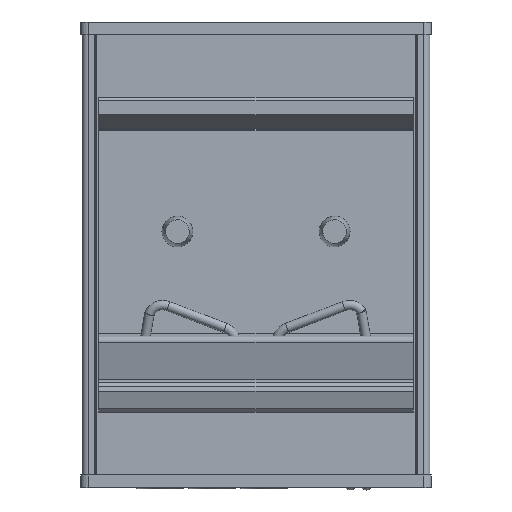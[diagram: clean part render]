
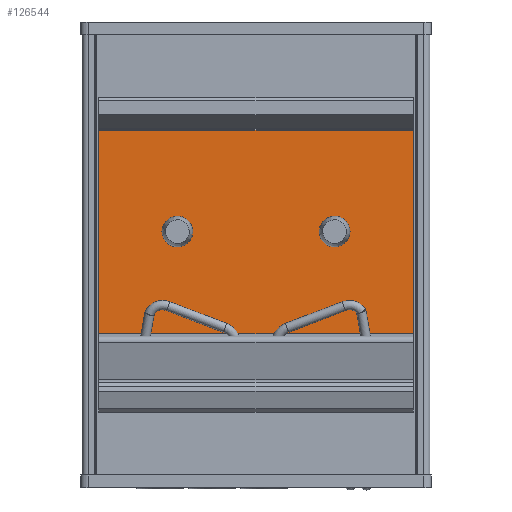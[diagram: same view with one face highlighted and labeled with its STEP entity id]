
A CAD part, front view. The second image highlights one B-rep face of the part: STEP entity #126544.
In plain terms, the highlighted planar face has unit normal (0, -1, 0).
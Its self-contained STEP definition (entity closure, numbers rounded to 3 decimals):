
#7407=CIRCLE('',#127869,2.452);
#7408=CIRCLE('',#127870,2.452);
#7581=CIRCLE('',#131521,2.452);
#7582=CIRCLE('',#131522,2.452);
#8363=FACE_BOUND('',#22177,.T.);
#8364=FACE_BOUND('',#22178,.T.);
#14892=FACE_OUTER_BOUND('',#22176,.T.);
#22176=EDGE_LOOP('',(#109455,#109456,#109457,#109458));
#22177=EDGE_LOOP('',(#109459,#109460));
#22178=EDGE_LOOP('',(#109461,#109462));
#34190=LINE('',#220108,#46301);
#34221=LINE('',#220181,#46332);
#34288=LINE('',#220326,#46399);
#34289=LINE('',#220328,#46400);
#46301=VECTOR('',#153571,32.37);
#46332=VECTOR('',#153616,50.);
#46399=VECTOR('',#153767,50.);
#46400=VECTOR('',#153770,32.37);
#47789=VERTEX_POINT('',#158286);
#47790=VERTEX_POINT('',#158290);
#57746=VERTEX_POINT('',#220096);
#57747=VERTEX_POINT('',#220100);
#57748=VERTEX_POINT('',#220104);
#57750=VERTEX_POINT('',#220107);
#57785=VERTEX_POINT('',#220180);
#57821=VERTEX_POINT('',#220324);
#59944=EDGE_CURVE('',#47790,#47789,#7407,.T.);
#59945=EDGE_CURVE('',#47789,#47790,#7408,.T.);
#74906=EDGE_CURVE('',#57746,#57747,#7581,.T.);
#74907=EDGE_CURVE('',#57747,#57746,#7582,.T.);
#74909=EDGE_CURVE('',#57750,#57748,#34190,.T.);
#74946=EDGE_CURVE('',#57785,#57750,#34221,.T.);
#75019=EDGE_CURVE('',#57748,#57821,#34288,.T.);
#75020=EDGE_CURVE('',#57821,#57785,#34289,.T.);
#109455=ORIENTED_EDGE('',*,*,#74909,.T.);
#109456=ORIENTED_EDGE('',*,*,#75019,.T.);
#109457=ORIENTED_EDGE('',*,*,#75020,.T.);
#109458=ORIENTED_EDGE('',*,*,#74946,.T.);
#109459=ORIENTED_EDGE('',*,*,#59944,.T.);
#109460=ORIENTED_EDGE('',*,*,#59945,.T.);
#109461=ORIENTED_EDGE('',*,*,#74907,.F.);
#109462=ORIENTED_EDGE('',*,*,#74906,.F.);
#113487=PLANE('',#131603);
#126544=ADVANCED_FACE('',(#14892,#8363,#8364),#113487,.T.);
#127869=AXIS2_PLACEMENT_3D('',#158291,#135847,#135848);
#127870=AXIS2_PLACEMENT_3D('',#158292,#135849,#135850);
#131521=AXIS2_PLACEMENT_3D('',#220101,#153564,#153565);
#131522=AXIS2_PLACEMENT_3D('',#220102,#153566,#153567);
#131603=AXIS2_PLACEMENT_3D('',#220420,#153829,#153830);
#135847=DIRECTION('center_axis',(0.,1.,0.));
#135848=DIRECTION('ref_axis',(0.,0.,-1.));
#135849=DIRECTION('center_axis',(0.,1.,0.));
#135850=DIRECTION('ref_axis',(0.,0.,-1.));
#153564=DIRECTION('center_axis',(0.,-1.,0.));
#153565=DIRECTION('ref_axis',(0.148,0.,0.989));
#153566=DIRECTION('center_axis',(0.,-1.,0.));
#153567=DIRECTION('ref_axis',(0.148,0.,0.989));
#153571=DIRECTION('',(0.,0.,-1.));
#153616=DIRECTION('',(-1.,0.,0.));
#153767=DIRECTION('',(1.,0.,0.));
#153770=DIRECTION('',(0.,0.,1.));
#153829=DIRECTION('center_axis',(0.,-1.,0.));
#153830=DIRECTION('ref_axis',(-1.,0.,0.));
#158286=CARTESIAN_POINT('',(10.076,-14.7,-30.936));
#158290=CARTESIAN_POINT('',(12.864,-14.7,-28.876));
#158291=CARTESIAN_POINT('Origin',(12.5,-14.7,-31.3));
#158292=CARTESIAN_POINT('Origin',(12.5,-14.7,-31.3));
#220096=CARTESIAN_POINT('',(-14.924,-14.7,-30.936));
#220100=CARTESIAN_POINT('',(-12.136,-14.7,-28.876));
#220101=CARTESIAN_POINT('Origin',(-12.5,-14.7,-31.3));
#220102=CARTESIAN_POINT('Origin',(-12.5,-14.7,-31.3));
#220104=CARTESIAN_POINT('',(-25.,-14.7,-47.55));
#220107=CARTESIAN_POINT('',(-25.,-14.7,-15.18));
#220108=CARTESIAN_POINT('',(-25.,-14.7,-15.18));
#220180=CARTESIAN_POINT('',(25.,-14.7,-15.18));
#220181=CARTESIAN_POINT('',(25.,-14.7,-15.18));
#220324=CARTESIAN_POINT('',(25.,-14.7,-47.55));
#220326=CARTESIAN_POINT('',(-25.,-14.7,-47.55));
#220328=CARTESIAN_POINT('',(25.,-14.7,-47.55));
#220420=CARTESIAN_POINT('Origin',(0.,-14.7,-15.18));
